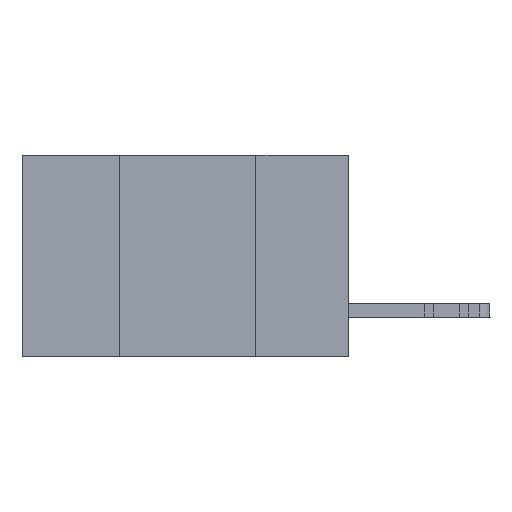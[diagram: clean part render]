
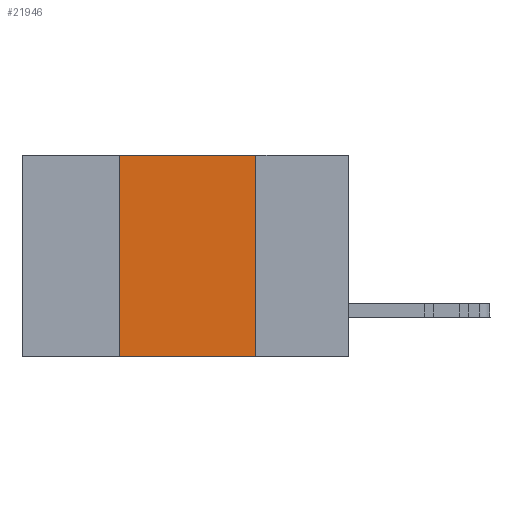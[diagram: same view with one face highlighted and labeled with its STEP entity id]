
A CAD part, left-side view. The second image highlights one B-rep face of the part: STEP entity #21946.
In plain terms, the highlighted planar face has unit normal (-1, 0, 0).
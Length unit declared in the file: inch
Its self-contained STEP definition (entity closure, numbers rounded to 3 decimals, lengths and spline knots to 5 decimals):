
#22 = VERTEX_POINT ( 'NONE', #19978 ) ;
#288 = ORIENTED_EDGE ( 'NONE', *, *, #21705, .F. ) ;
#1473 = VECTOR ( 'NONE', #17940, 39.37008 ) ;
#1647 = CARTESIAN_POINT ( 'NONE',  ( 0., 0.17, -0.37 ) ) ;
#3191 = EDGE_CURVE ( 'NONE', #6289, #27356, #23240, .T. ) ;
#3584 = CARTESIAN_POINT ( 'NONE',  ( 0., 0.6, 0. ) ) ;
#4445 = ORIENTED_EDGE ( 'NONE', *, *, #5215, .F. ) ;
#5215 = EDGE_CURVE ( 'NONE', #22, #6289, #22763, .T. ) ;
#5360 = DIRECTION ( 'NONE',  ( 0., -1., 0. ) ) ;
#6289 = VERTEX_POINT ( 'NONE', #15634 ) ;
#7364 = VECTOR ( 'NONE', #15394, 39.37008 ) ;
#9669 = VECTOR ( 'NONE', #5360, 39.37008 ) ;
#11023 = AXIS2_PLACEMENT_3D ( 'NONE', #3584, #16672, #19101 ) ;
#11039 = CARTESIAN_POINT ( 'NONE',  ( 0., 0.6, -0.37 ) ) ;
#15394 = DIRECTION ( 'NONE',  ( 0., -1., 0. ) ) ;
#15634 = CARTESIAN_POINT ( 'NONE',  ( 0., 0.42, 0. ) ) ;
#16672 = DIRECTION ( 'NONE',  ( 1., 0., 0. ) ) ;
#17734 = CARTESIAN_POINT ( 'NONE',  ( 0., 0.17, 0. ) ) ;
#17741 = LINE ( 'NONE', #11039, #7364 ) ;
#17931 = CARTESIAN_POINT ( 'NONE',  ( 0., 0.42, 0. ) ) ;
#17940 = DIRECTION ( 'NONE',  ( 0., 0., -1. ) ) ;
#19101 = DIRECTION ( 'NONE',  ( 0., 0., -1. ) ) ;
#19529 = FACE_OUTER_BOUND ( 'NONE', #23310, .T. ) ;
#19931 = VERTEX_POINT ( 'NONE', #1647 ) ;
#19978 = CARTESIAN_POINT ( 'NONE',  ( 0., 0.42, -0.37 ) ) ;
#20897 = ORIENTED_EDGE ( 'NONE', *, *, #22200, .T. ) ;
#21289 = CARTESIAN_POINT ( 'NONE',  ( 0., 0.17, 0. ) ) ;
#21327 = PLANE ( 'NONE',  #11023 ) ;
#21705 = EDGE_CURVE ( 'NONE', #27356, #19931, #26140, .T. ) ;
#21946 = ADVANCED_FACE ( 'NONE', ( #19529 ), #21327, .F. ) ;
#22200 = EDGE_CURVE ( 'NONE', #22, #19931, #17741, .T. ) ;
#22411 = DIRECTION ( 'NONE',  ( 0., 0., 1. ) ) ;
#22733 = ORIENTED_EDGE ( 'NONE', *, *, #3191, .F. ) ;
#22763 = LINE ( 'NONE', #17931, #26953 ) ;
#23240 = LINE ( 'NONE', #25363, #9669 ) ;
#23310 = EDGE_LOOP ( 'NONE', ( #288, #22733, #4445, #20897 ) ) ;
#25363 = CARTESIAN_POINT ( 'NONE',  ( 0., 0.6, 0. ) ) ;
#26140 = LINE ( 'NONE', #17734, #1473 ) ;
#26953 = VECTOR ( 'NONE', #22411, 39.37008 ) ;
#27356 = VERTEX_POINT ( 'NONE', #21289 ) ;
